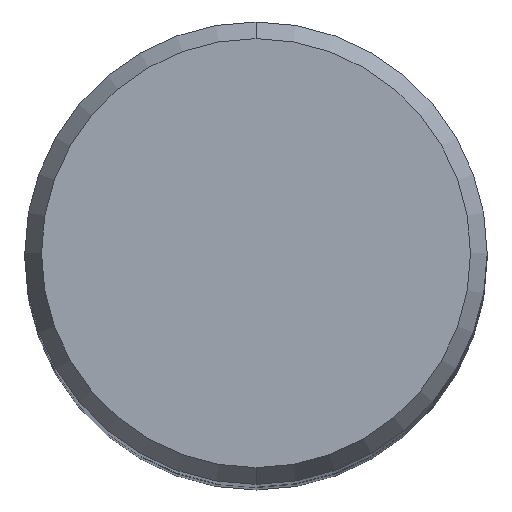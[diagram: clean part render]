
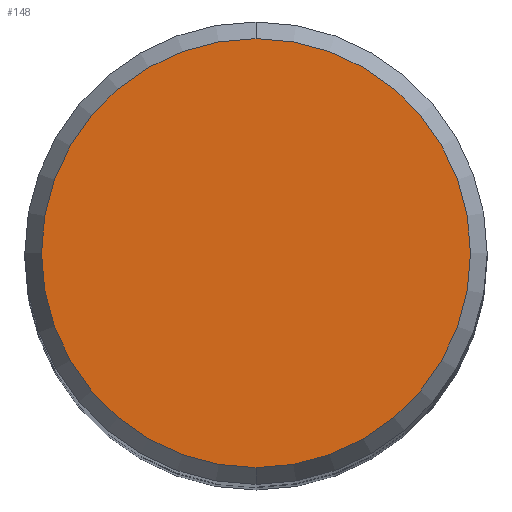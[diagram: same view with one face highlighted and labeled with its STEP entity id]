
A CAD part, top view. The second image highlights one B-rep face of the part: STEP entity #148.
In plain terms, the highlighted planar face has unit normal (0, 0, 1).
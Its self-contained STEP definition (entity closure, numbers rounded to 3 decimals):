
#90=EDGE_CURVE('',#142,#184,#213,.T.);
#142=VERTEX_POINT('',#270);
#146=EDGE_CURVE('',#184,#142,#274,.T.);
#148=ADVANCED_FACE('',(#276),#277,.T.);
#184=VERTEX_POINT('',#319);
#213=CIRCLE('',#342,5.892);
#270=CARTESIAN_POINT('',(0.0,5.892,0.01));
#274=CIRCLE('',#421,5.892);
#276=FACE_OUTER_BOUND('',#423,.T.);
#277=PLANE('',#424);
#319=CARTESIAN_POINT('',(0.,-5.892,0.01));
#342=AXIS2_PLACEMENT_3D('',#495,#496,#497);
#421=AXIS2_PLACEMENT_3D('',#561,#562,#563);
#423=EDGE_LOOP('',(#565,#566));
#424=AXIS2_PLACEMENT_3D('',#567,#568,#569);
#495=CARTESIAN_POINT('',(0.0,0.0,0.01));
#496=DIRECTION('',(0.0,0.0,-1.0));
#497=DIRECTION('',(0.0,1.0,0.0));
#561=CARTESIAN_POINT('',(0.0,0.0,0.01));
#562=DIRECTION('',(0.0,0.0,-1.0));
#563=DIRECTION('',(0.0,1.0,0.0));
#565=ORIENTED_EDGE('',*,*,#90,.F.);
#566=ORIENTED_EDGE('',*,*,#146,.F.);
#567=CARTESIAN_POINT('',(0.0,2.946,0.01));
#568=DIRECTION('',(-0.0,0.0,1.0));
#569=DIRECTION('',(0.0,-1.0,0.0));
